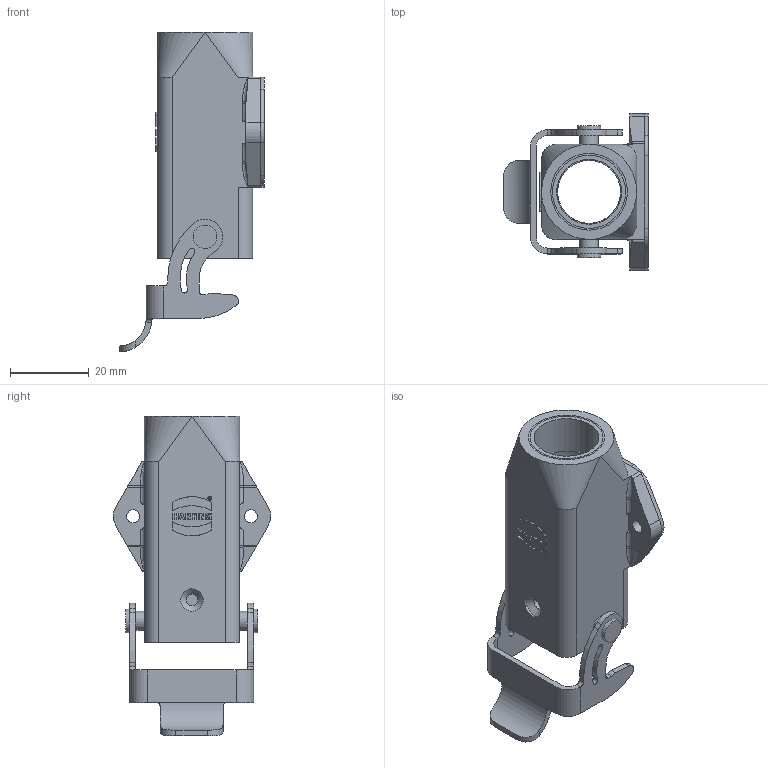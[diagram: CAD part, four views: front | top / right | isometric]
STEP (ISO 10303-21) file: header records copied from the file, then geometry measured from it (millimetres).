
FILE_DESCRIPTION((''),'2;1');
FILE_NAME('05200031260.stp','2020-07-08T08:05:38',('e.eickhoff'),(''),'Autodesk Inventor 2012','Autodesk Inventor 2012','');
FILE_SCHEMA(('AUTOMOTIVE_DESIGN { 1 0 10303 214 1 1 1 1 }'));
Length unit declared in the file: millimetre
Products named in the file (3): 05200031260; M16-PG11 Adapter
Assembly tree (2 placements, depth 2):
  05200031260
    05200031260
    M16-PG11 Adapter
Bounding box: 36.86 x 40 x 81.39 mm (x, y, z)
Volume: 14290.2 mm3; surface area: 14930.1 mm2
Topology: 3 solids, 3 shells, 310 faces, 808 edges, 523 vertices
Faces by surface type: plane 187, cylinder 95, bspline 23, cone 4, torus 1
Full cylindrical faces by diameter (mm): 0.753 x1, 0.986 x1, 2.05 x2, 3 x1, 3.3 x2, 3.5 x2, 4.8 x2, 5 x2, 5.8 x1, 6 x2, 16 x1, 16.5 x1, 18.6 x1, 19.5 x1
Entity records: 10550 total; most frequent: CARTESIAN_POINT 2638, ORIENTED_EDGE 1548, DIRECTION 1500, EDGE_CURVE 774, VECTOR 526, LINE 526, VERTEX_POINT 514, AXIS2_PLACEMENT_3D 487
